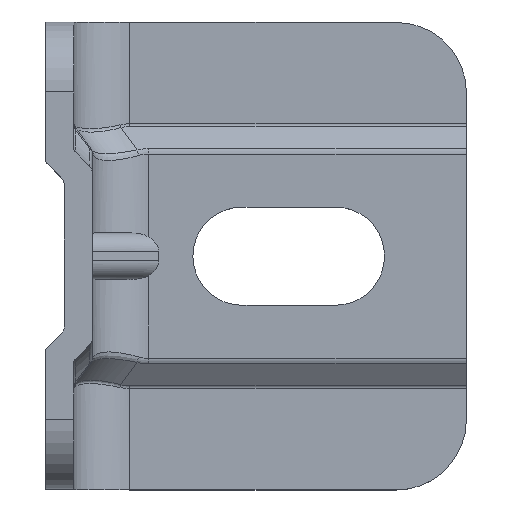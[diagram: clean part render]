
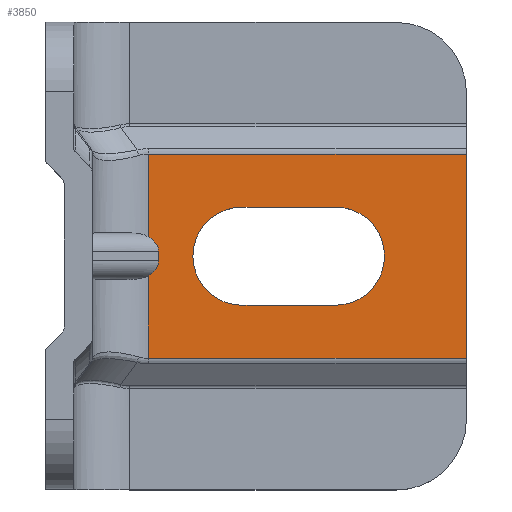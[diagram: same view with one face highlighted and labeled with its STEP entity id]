
A CAD part, top view. The second image highlights one B-rep face of the part: STEP entity #3850.
In plain terms, the highlighted planar face has unit normal (0, 0, 1).
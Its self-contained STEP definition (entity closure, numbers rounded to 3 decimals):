
#73=CARTESIAN_POINT('',(24.142,-1.,10.0));
#74=VERTEX_POINT('',#73);
#75=CARTESIAN_POINT('',(22.,-4.134,10.0));
#76=VERTEX_POINT('',#75);
#77=CARTESIAN_POINT('',(18.485,-1.,10.0));
#78=DIRECTION('',(0.0,0.0,-1.0));
#79=DIRECTION('',(1.0,0.0,0.0));
#80=AXIS2_PLACEMENT_3D('',#77,#78,#79);
#81=ELLIPSE('',#80,5.657,4.);
#82=EDGE_CURVE('',#74,#76,#81,.T.);
#168=CARTESIAN_POINT('',(24.142,1.,10.0));
#169=VERTEX_POINT('',#168);
#176=CARTESIAN_POINT('',(22.,4.134,10.0));
#177=VERTEX_POINT('',#176);
#178=CARTESIAN_POINT('',(18.485,1.,10.0));
#179=DIRECTION('',(0.0,0.0,-1.0));
#180=DIRECTION('',(1.0,0.0,0.0));
#181=AXIS2_PLACEMENT_3D('',#178,#179,#180);
#182=ELLIPSE('',#181,5.657,4.);
#183=EDGE_CURVE('',#169,#177,#182,.F.);
#242=CARTESIAN_POINT('',(24.142,1.,10.0));
#243=DIRECTION('',(0.0,-1.0,0.0));
#244=VECTOR('',#243,2.);
#245=LINE('',#242,#244);
#246=EDGE_CURVE('',#169,#74,#245,.T.);
#359=CARTESIAN_POINT('',(22.,21.85,10.0));
#360=VERTEX_POINT('',#359);
#361=CARTESIAN_POINT('',(22.,4.134,10.0));
#362=DIRECTION('',(0.0,1.0,0.0));
#363=VECTOR('',#362,17.715);
#364=LINE('',#361,#363);
#365=EDGE_CURVE('',#177,#360,#364,.T.);
#432=CARTESIAN_POINT('',(62.0,10.5,10.0));
#433=VERTEX_POINT('',#432);
#440=CARTESIAN_POINT('',(42.0,10.5,10.0));
#441=VERTEX_POINT('',#440);
#442=CARTESIAN_POINT('',(42.0,10.5,10.0));
#443=DIRECTION('',(1.0,0.0,0.0));
#444=VECTOR('',#443,20.0);
#445=LINE('',#442,#444);
#446=EDGE_CURVE('',#441,#433,#445,.T.);
#472=CARTESIAN_POINT('',(42.0,-10.5,10.0));
#473=VERTEX_POINT('',#472);
#474=CARTESIAN_POINT('',(42.0,0.,10.0));
#475=DIRECTION('',(0.0,0.0,-1.0));
#476=DIRECTION('',(0.0,1.0,0.0));
#477=AXIS2_PLACEMENT_3D('',#474,#475,#476);
#478=CIRCLE('',#477,10.5);
#479=EDGE_CURVE('',#473,#441,#478,.T.);
#504=CARTESIAN_POINT('',(62.0,-10.5,10.0));
#505=VERTEX_POINT('',#504);
#506=CARTESIAN_POINT('',(62.0,-10.5,10.0));
#507=DIRECTION('',(-1.0,0.0,0.0));
#508=VECTOR('',#507,20.0);
#509=LINE('',#506,#508);
#510=EDGE_CURVE('',#505,#473,#509,.T.);
#534=CARTESIAN_POINT('',(62.0,0.,10.0));
#535=DIRECTION('',(0.0,0.0,-1.));
#536=DIRECTION('',(0.694,0.72,0.0));
#537=AXIS2_PLACEMENT_3D('',#534,#535,#536);
#538=CIRCLE('',#537,10.5);
#539=EDGE_CURVE('',#433,#505,#538,.T.);
#1473=CARTESIAN_POINT('',(90.0,21.85,10.0));
#1474=VERTEX_POINT('',#1473);
#1482=CARTESIAN_POINT('',(90.0,-21.85,10.0));
#1483=VERTEX_POINT('',#1482);
#1484=CARTESIAN_POINT('',(90.0,-21.85,10.0));
#1485=DIRECTION('',(0.0,1.0,0.0));
#1486=VECTOR('',#1485,43.699);
#1487=LINE('',#1484,#1486);
#1488=EDGE_CURVE('',#1483,#1474,#1487,.T.);
#3654=CARTESIAN_POINT('',(22.,21.85,10.0));
#3655=DIRECTION('',(1.0,0.0,0.0));
#3656=VECTOR('',#3655,68.);
#3657=LINE('',#3654,#3656);
#3658=EDGE_CURVE('',#360,#1474,#3657,.T.);
#3817=CARTESIAN_POINT('',(0.0,0.,10.0));
#3818=DIRECTION('',(0.0,0.0,1.0));
#3819=DIRECTION('',(1.0,0.0,0.0));
#3820=AXIS2_PLACEMENT_3D('',#3817,#3818,#3819);
#3821=PLANE('',#3820);
#3822=CARTESIAN_POINT('',(22.,-21.85,10.0));
#3823=VERTEX_POINT('',#3822);
#3824=CARTESIAN_POINT('',(22.,-21.85,10.0));
#3825=DIRECTION('',(0.0,1.0,0.0));
#3826=VECTOR('',#3825,17.715);
#3827=LINE('',#3824,#3826);
#3828=EDGE_CURVE('',#3823,#76,#3827,.T.);
#3829=ORIENTED_EDGE('',*,*,#3828,.F.);
#3830=CARTESIAN_POINT('',(90.0,-21.85,10.0));
#3831=DIRECTION('',(-1.0,0.0,0.0));
#3832=VECTOR('',#3831,68.);
#3833=LINE('',#3830,#3832);
#3834=EDGE_CURVE('',#1483,#3823,#3833,.T.);
#3835=ORIENTED_EDGE('',*,*,#3834,.F.);
#3836=ORIENTED_EDGE('',*,*,#1488,.T.);
#3837=ORIENTED_EDGE('',*,*,#3658,.F.);
#3838=ORIENTED_EDGE('',*,*,#365,.F.);
#3839=ORIENTED_EDGE('',*,*,#183,.F.);
#3840=ORIENTED_EDGE('',*,*,#246,.T.);
#3841=ORIENTED_EDGE('',*,*,#82,.T.);
#3842=EDGE_LOOP('',(#3829,#3835,#3836,#3837,#3838,#3839,#3840,#3841));
#3843=FACE_OUTER_BOUND('',#3842,.T.);
#3844=ORIENTED_EDGE('',*,*,#510,.T.);
#3845=ORIENTED_EDGE('',*,*,#479,.T.);
#3846=ORIENTED_EDGE('',*,*,#446,.T.);
#3847=ORIENTED_EDGE('',*,*,#539,.T.);
#3848=EDGE_LOOP('',(#3844,#3845,#3846,#3847));
#3849=FACE_BOUND('',#3848,.T.);
#3850=ADVANCED_FACE('',(#3843,#3849),#3821,.T.);
